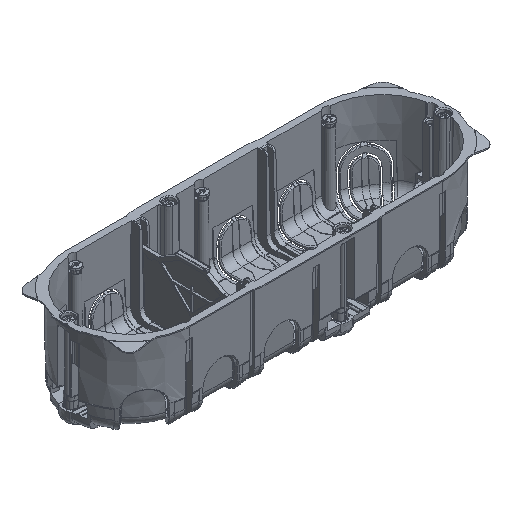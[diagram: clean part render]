
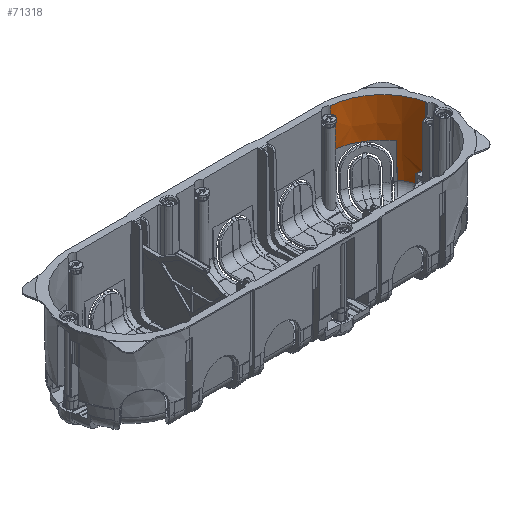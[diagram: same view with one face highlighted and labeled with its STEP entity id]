
A CAD part, isometric view. The second image highlights one B-rep face of the part: STEP entity #71318.
In plain terms, the highlighted conical face has half-angle 0.5 degrees and reference radius 31.95 mm.
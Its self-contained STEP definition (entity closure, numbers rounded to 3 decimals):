
#71186=AXIS2_PLACEMENT_3D('Cone Axis2P3D',#71183,#71184,#71185) ;
#71211=AXIS2_PLACEMENT_3D('Circle Axis2P3D',#71209,#71210,$) ;
#71226=AXIS2_PLACEMENT_3D('Circle Axis2P3D',#71224,#71225,$) ;
#71231=AXIS2_PLACEMENT_3D('Circle Axis2P3D',#71229,#71230,$) ;
#71246=AXIS2_PLACEMENT_3D('Circle Axis2P3D',#71244,#71245,$) ;
#71261=AXIS2_PLACEMENT_3D('Circle Axis2P3D',#71259,#71260,$) ;
#71268=AXIS2_PLACEMENT_3D('Circle Axis2P3D',#71266,#71267,$) ;
#71275=AXIS2_PLACEMENT_3D('Circle Axis2P3D',#71273,#71274,$) ;
#71290=AXIS2_PLACEMENT_3D('Circle Axis2P3D',#71288,#71289,$) ;
#71157=CARTESIAN_POINT('Control Point',(144.433,31.857,0.6)) ;
#71158=CARTESIAN_POINT('Control Point',(144.423,31.838,-1.733)) ;
#71159=CARTESIAN_POINT('Control Point',(144.412,31.818,-4.067)) ;
#71160=CARTESIAN_POINT('Control Point',(144.401,31.798,-6.4)) ;
#71161=CARTESIAN_POINT('Vertex',(144.433,31.857,0.6)) ;
#71163=CARTESIAN_POINT('Vertex',(144.401,31.798,-6.4)) ;
#71183=CARTESIAN_POINT('Axis2P3D Location',(142.,0.,0.6)) ;
#71189=CARTESIAN_POINT('Control Point',(172.087,9.804,-34.441)) ;
#71190=CARTESIAN_POINT('Control Point',(172.089,9.802,-34.302)) ;
#71191=CARTESIAN_POINT('Control Point',(172.105,9.756,-34.169)) ;
#71192=CARTESIAN_POINT('Control Point',(172.128,9.688,-34.071)) ;
#71193=CARTESIAN_POINT('Control Point',(172.163,9.584,-33.944)) ;
#71194=CARTESIAN_POINT('Control Point',(172.197,9.479,-33.842)) ;
#71195=CARTESIAN_POINT('Control Point',(172.208,9.443,-33.808)) ;
#71196=CARTESIAN_POINT('Control Point',(172.229,9.378,-33.751)) ;
#71197=CARTESIAN_POINT('Control Point',(172.249,9.316,-33.696)) ;
#71198=CARTESIAN_POINT('Control Point',(172.257,9.288,-33.672)) ;
#71199=CARTESIAN_POINT('Control Point',(172.275,9.233,-33.625)) ;
#71200=CARTESIAN_POINT('Control Point',(172.291,9.18,-33.576)) ;
#71201=CARTESIAN_POINT('Control Point',(172.3,9.153,-33.552)) ;
#71202=CARTESIAN_POINT('Control Point',(172.308,9.127,-33.525)) ;
#71203=CARTESIAN_POINT('Control Point',(172.316,9.101,-33.498)) ;
#71204=CARTESIAN_POINT('Vertex',(172.316,9.101,-33.498)) ;
#71206=CARTESIAN_POINT('Vertex',(172.087,9.804,-34.441)) ;
#71209=CARTESIAN_POINT('Axis2P3D Location',(142.,0.,-33.498)) ;
#71213=CARTESIAN_POINT('Vertex',(172.724,7.612,-33.498)) ;
#71217=CARTESIAN_POINT('Control Point',(173.107,7.292,0.6)) ;
#71218=CARTESIAN_POINT('Control Point',(172.978,7.405,-10.766)) ;
#71219=CARTESIAN_POINT('Control Point',(172.851,7.511,-22.132)) ;
#71220=CARTESIAN_POINT('Control Point',(172.724,7.612,-33.498)) ;
#71221=CARTESIAN_POINT('Vertex',(173.107,7.292,0.6)) ;
#71224=CARTESIAN_POINT('Axis2P3D Location',(142.,0.,0.6)) ;
#71229=CARTESIAN_POINT('Axis2P3D Location',(142.,0.,-6.4)) ;
#71233=CARTESIAN_POINT('Vertex',(144.356,31.802,-6.4)) ;
#71237=CARTESIAN_POINT('Control Point',(144.651,31.482,-40.257)) ;
#71238=CARTESIAN_POINT('Control Point',(144.553,31.589,-28.971)) ;
#71239=CARTESIAN_POINT('Control Point',(144.454,31.696,-17.686)) ;
#71240=CARTESIAN_POINT('Control Point',(144.356,31.802,-6.4)) ;
#71241=CARTESIAN_POINT('Vertex',(144.651,31.482,-40.257)) ;
#71244=CARTESIAN_POINT('Axis2P3D Location',(142.,0.,-40.257)) ;
#71248=CARTESIAN_POINT('Vertex',(145.669,31.38,-40.257)) ;
#71252=CARTESIAN_POINT('Control Point',(145.669,31.38,-40.257)) ;
#71253=CARTESIAN_POINT('Control Point',(145.745,31.426,-33.944)) ;
#71254=CARTESIAN_POINT('Control Point',(145.821,31.473,-27.632)) ;
#71255=CARTESIAN_POINT('Control Point',(145.896,31.519,-21.32)) ;
#71256=CARTESIAN_POINT('Vertex',(145.896,31.519,-21.32)) ;
#71259=CARTESIAN_POINT('Axis2P3D Location',(142.,0.,-21.32)) ;
#71263=CARTESIAN_POINT('Vertex',(157.144,27.916,-21.32)) ;
#71266=CARTESIAN_POINT('Axis2P3D Location',(142.,0.,-21.32)) ;
#71270=CARTESIAN_POINT('Vertex',(159.538,26.477,-21.32)) ;
#71273=CARTESIAN_POINT('Axis2P3D Location',(142.,0.,-21.32)) ;
#71277=CARTESIAN_POINT('Vertex',(168.,18.237,-21.32)) ;
#71281=CARTESIAN_POINT('Control Point',(167.984,17.972,-40.257)) ;
#71282=CARTESIAN_POINT('Control Point',(167.99,18.06,-33.944)) ;
#71283=CARTESIAN_POINT('Control Point',(167.995,18.149,-27.632)) ;
#71284=CARTESIAN_POINT('Control Point',(168.,18.237,-21.32)) ;
#71285=CARTESIAN_POINT('Vertex',(167.984,17.972,-40.257)) ;
#71288=CARTESIAN_POINT('Axis2P3D Location',(142.,0.,-40.257)) ;
#71292=CARTESIAN_POINT('Vertex',(172.016,9.86,-40.257)) ;
#71296=CARTESIAN_POINT('Control Point',(172.087,9.804,-34.441)) ;
#71297=CARTESIAN_POINT('Control Point',(172.063,9.822,-36.38)) ;
#71298=CARTESIAN_POINT('Control Point',(172.039,9.841,-38.318)) ;
#71299=CARTESIAN_POINT('Control Point',(172.016,9.86,-40.257)) ;
#71184=DIRECTION('Axis2P3D Direction',(0.,0.,1.)) ;
#71185=DIRECTION('Axis2P3D XDirection',(0.,-1.,0.)) ;
#71210=DIRECTION('Axis2P3D Direction',(0.,0.,1.)) ;
#71225=DIRECTION('Axis2P3D Direction',(0.,0.,1.)) ;
#71230=DIRECTION('Axis2P3D Direction',(0.,0.,1.)) ;
#71245=DIRECTION('Axis2P3D Direction',(0.,0.,1.)) ;
#71260=DIRECTION('Axis2P3D Direction',(0.,0.,1.)) ;
#71267=DIRECTION('Axis2P3D Direction',(0.,0.,1.)) ;
#71274=DIRECTION('Axis2P3D Direction',(0.,0.,1.)) ;
#71289=DIRECTION('Axis2P3D Direction',(0.,0.,1.)) ;
#71302=ORIENTED_EDGE('',*,*,#71208,.F.) ;
#71303=ORIENTED_EDGE('',*,*,#71215,.F.) ;
#71304=ORIENTED_EDGE('',*,*,#71223,.T.) ;
#71305=ORIENTED_EDGE('',*,*,#71228,.F.) ;
#71306=ORIENTED_EDGE('',*,*,#71165,.T.) ;
#71307=ORIENTED_EDGE('',*,*,#71235,.T.) ;
#71308=ORIENTED_EDGE('',*,*,#71243,.T.) ;
#71309=ORIENTED_EDGE('',*,*,#71250,.T.) ;
#71310=ORIENTED_EDGE('',*,*,#71258,.T.) ;
#71311=ORIENTED_EDGE('',*,*,#71265,.T.) ;
#71312=ORIENTED_EDGE('',*,*,#71272,.F.) ;
#71313=ORIENTED_EDGE('',*,*,#71279,.T.) ;
#71314=ORIENTED_EDGE('',*,*,#71287,.F.) ;
#71315=ORIENTED_EDGE('',*,*,#71294,.T.) ;
#71316=ORIENTED_EDGE('',*,*,#71300,.T.) ;
#71318=ADVANCED_FACE('0011937\\Boite P50',(#71317),#71187,.F.) ;
#71156=B_SPLINE_CURVE_WITH_KNOTS('',3,(#71157,#71158,#71159,#71160),.UNSPECIFIED.,.F.,.U.,(4,4),(0.,9.9),.UNSPECIFIED.) ;
#71188=B_SPLINE_CURVE_WITH_KNOTS('',5,(#71189,#71190,#71191,#71192,#71193,#71194,#71195,#71196,#71197,#71198,#71199,#71200,#71201,#71202,#71203),.UNSPECIFIED.,.F.,.U.,(6,3,3,3,6),(0.,0.836,1.289,1.655,2.022),.UNSPECIFIED.) ;
#71216=B_SPLINE_CURVE_WITH_KNOTS('',3,(#71217,#71218,#71219,#71220),.UNSPECIFIED.,.F.,.U.,(4,4),(11.557,59.784),.UNSPECIFIED.) ;
#71236=B_SPLINE_CURVE_WITH_KNOTS('',3,(#71237,#71238,#71239,#71240),.UNSPECIFIED.,.F.,.U.,(4,4),(0.,47.885),.UNSPECIFIED.) ;
#71251=B_SPLINE_CURVE_WITH_KNOTS('',3,(#71252,#71253,#71254,#71255),.UNSPECIFIED.,.F.,.U.,(4,4),(0.,26.783),.UNSPECIFIED.) ;
#71280=B_SPLINE_CURVE_WITH_KNOTS('',3,(#71281,#71282,#71283,#71284),.UNSPECIFIED.,.F.,.U.,(4,4),(0.,26.783),.UNSPECIFIED.) ;
#71295=B_SPLINE_CURVE_WITH_KNOTS('',3,(#71296,#71297,#71298,#71299),.UNSPECIFIED.,.F.,.U.,(4,4),(0.633,8.858),.UNSPECIFIED.) ;
#71212=CIRCLE('generated circle',#71211,31.652) ;
#71227=CIRCLE('generated circle',#71226,31.95) ;
#71232=CIRCLE('generated circle',#71231,31.889) ;
#71247=CIRCLE('generated circle',#71246,31.593) ;
#71262=CIRCLE('generated circle',#71261,31.759) ;
#71269=CIRCLE('generated circle',#71268,31.759) ;
#71276=CIRCLE('generated circle',#71275,31.759) ;
#71291=CIRCLE('generated circle',#71290,31.593) ;
#71187=CONICAL_SURFACE('Cone',#71186,31.95,0.009) ;
#71165=EDGE_CURVE('',#71162,#71164,#71156,.T.) ;
#71208=EDGE_CURVE('',#71205,#71207,#71188,.F.) ;
#71215=EDGE_CURVE('',#71214,#71205,#71212,.T.) ;
#71223=EDGE_CURVE('',#71214,#71222,#71216,.F.) ;
#71228=EDGE_CURVE('',#71162,#71222,#71227,.F.) ;
#71235=EDGE_CURVE('',#71164,#71234,#71232,.T.) ;
#71243=EDGE_CURVE('',#71234,#71242,#71236,.F.) ;
#71250=EDGE_CURVE('',#71242,#71249,#71247,.F.) ;
#71258=EDGE_CURVE('',#71249,#71257,#71251,.T.) ;
#71265=EDGE_CURVE('',#71257,#71264,#71262,.F.) ;
#71272=EDGE_CURVE('',#71271,#71264,#71269,.T.) ;
#71279=EDGE_CURVE('',#71271,#71278,#71276,.F.) ;
#71287=EDGE_CURVE('',#71286,#71278,#71280,.T.) ;
#71294=EDGE_CURVE('',#71286,#71293,#71291,.F.) ;
#71300=EDGE_CURVE('',#71293,#71207,#71295,.F.) ;
#71301=EDGE_LOOP('',(#71302,#71303,#71304,#71305,#71306,#71307,#71308,#71309,#71310,#71311,#71312,#71313,#71314,#71315,#71316)) ;
#71317=FACE_OUTER_BOUND('',#71301,.T.) ;
#71162=VERTEX_POINT('',#71161) ;
#71164=VERTEX_POINT('',#71163) ;
#71205=VERTEX_POINT('',#71204) ;
#71207=VERTEX_POINT('',#71206) ;
#71214=VERTEX_POINT('',#71213) ;
#71222=VERTEX_POINT('',#71221) ;
#71234=VERTEX_POINT('',#71233) ;
#71242=VERTEX_POINT('',#71241) ;
#71249=VERTEX_POINT('',#71248) ;
#71257=VERTEX_POINT('',#71256) ;
#71264=VERTEX_POINT('',#71263) ;
#71271=VERTEX_POINT('',#71270) ;
#71278=VERTEX_POINT('',#71277) ;
#71286=VERTEX_POINT('',#71285) ;
#71293=VERTEX_POINT('',#71292) ;
